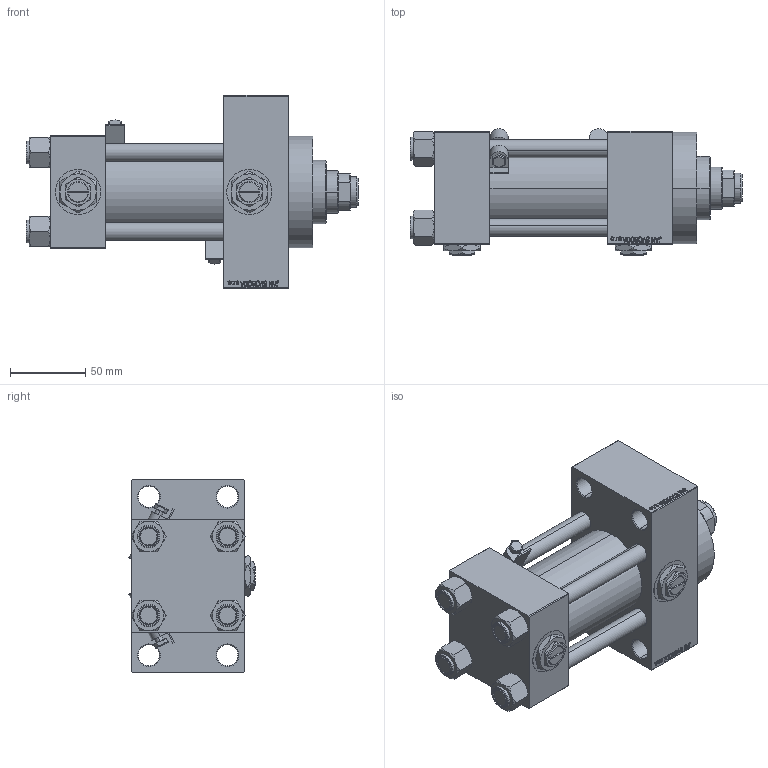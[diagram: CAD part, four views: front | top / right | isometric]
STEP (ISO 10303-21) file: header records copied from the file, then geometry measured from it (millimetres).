
FILE_DESCRIPTION (( 'STEP AP203' ), '1' );
FILE_NAME ('9f62.STEP', '2022-06-20T08:46:16', ( '' ), ( '' ), 'SwSTEP 2.0', 'SolidWorks 2019', '' );
FILE_SCHEMA (( 'CONFIG_CONTROL_DESIGN' ));
Length unit declared in the file: millimetre
Products named in the file (10): Zatka_pro_OIL_PORT d218b34191af643126c9046c95fd9984; NUT_M5_D d218b34191af643126c9046c95fd9984; V215_VC_A d218b34191af643126c9046c95fd9984; V215CR_D_TYCINKA d218b34191af643126c9046c95fd9984; MSRF_MSRG1 d218b34191af643126c9046c95fd9984; DFA d218b34191af643126c9046c95fd9984; V215CR_D_Body d218b34191af643126c9046c95fd9984; V215CR_VCP_D d218b34191af643126c9046c95fd9984; 9f62; FEMALE_PART_FOR_DFA d218b34191af643126c9046c95fd9984
Assembly tree (17 placements, depth 3):
  9f62
    V215CR_D_Body d218b34191af643126c9046c95fd9984
    V215CR_VCP_D d218b34191af643126c9046c95fd9984
    NUT_M5_D d218b34191af643126c9046c95fd9984  x4
    V215CR_D_TYCINKA d218b34191af643126c9046c95fd9984  x4
    V215_VC_A d218b34191af643126c9046c95fd9984
    DFA d218b34191af643126c9046c95fd9984
      FEMALE_PART_FOR_DFA d218b34191af643126c9046c95fd9984
    MSRF_MSRG1 d218b34191af643126c9046c95fd9984  x2
    Zatka_pro_OIL_PORT d218b34191af643126c9046c95fd9984  x2
Bounding box: 220 x 83.88 x 128 mm (x, y, z)
Volume: 864999 mm3; surface area: 198245.8 mm2
Topology: 16 solids, 16 shells, 1309 faces, 3228 edges, 2076 vertices
Faces by surface type: plane 595, bspline 368, cone 198, cylinder 140, torus 8
Entity records: 51713 total; most frequent: CARTESIAN_POINT 26130, ORIENTED_EDGE 5606, DIRECTION 3811, EDGE_CURVE 2803, VERTEX_POINT 1826, VECTOR 1645, LINE 1645, EDGE_LOOP 1259
